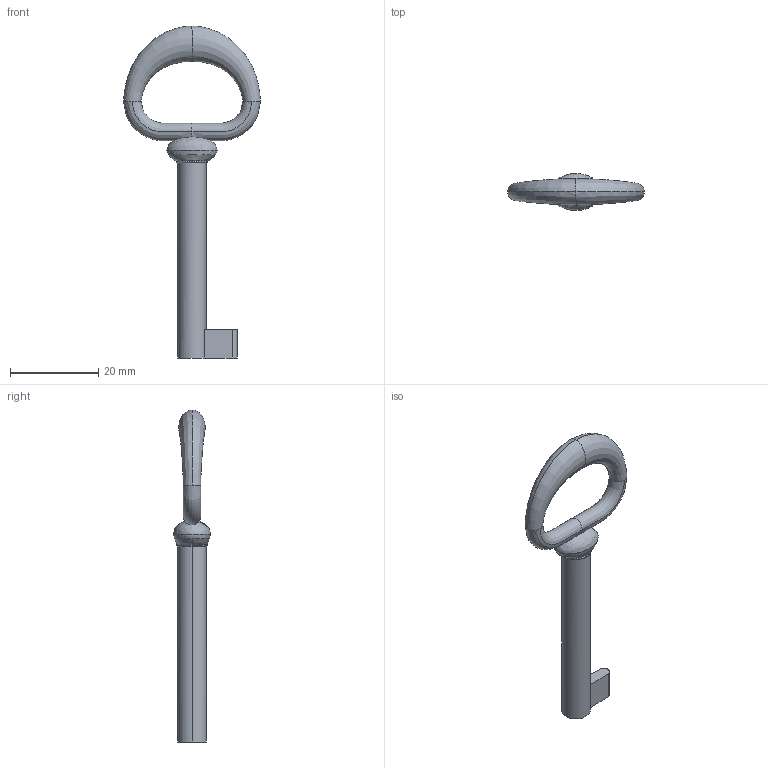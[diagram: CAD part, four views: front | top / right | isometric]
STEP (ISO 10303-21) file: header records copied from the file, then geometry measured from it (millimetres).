
FILE_DESCRIPTION (( 'STEP AP214' ), '1' );
FILE_NAME ('F003246_3D.step', '2022-08-15T13:05:39', ( '' ), ( '' ), 'SwSTEP 2.0', 'SolidWorks 2020', '' );
FILE_SCHEMA (( 'AUTOMOTIVE_DESIGN' ));
Length unit declared in the file: millimetre
Products named in the file (1): F003246_3D
Bounding box: 31 x 8.39 x 75.2 mm (x, y, z)
Volume: 2742.6 mm3; surface area: 2924.2 mm2
Topology: 1 solids, 1 shells, 28 faces, 71 edges, 42 vertices
Faces by surface type: bspline 16, cylinder 6, plane 6
Entity records: 3732 total; most frequent: CARTESIAN_POINT 3146, ORIENTED_EDGE 134, DIRECTION 90, EDGE_CURVE 67, VERTEX_POINT 42, AXIS2_PLACEMENT_3D 38, EDGE_LOOP 31, FACE_OUTER_BOUND 28
